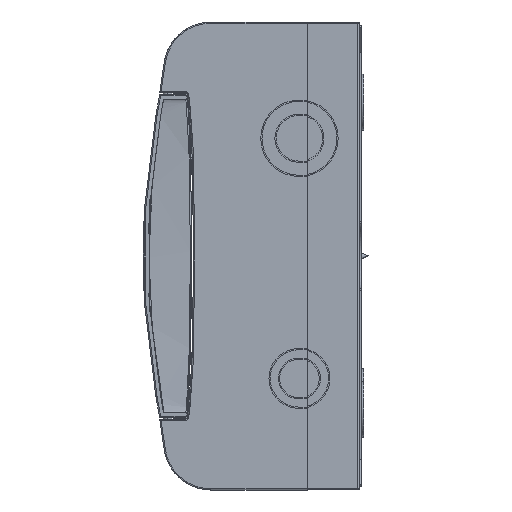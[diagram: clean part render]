
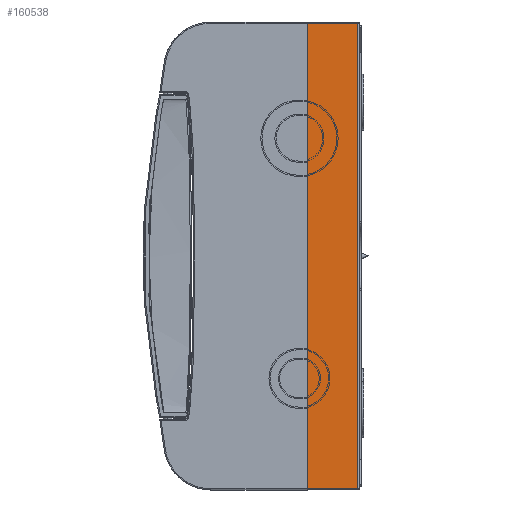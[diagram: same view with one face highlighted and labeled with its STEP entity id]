
A CAD part, left-side view. The second image highlights one B-rep face of the part: STEP entity #160538.
In plain terms, the highlighted planar face has unit normal (-1, 0, 0).
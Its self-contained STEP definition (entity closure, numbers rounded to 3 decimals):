
#13318 = VECTOR ( 'NONE', #50335, 1000. ) ;
#15071 = CARTESIAN_POINT ( 'NONE',  ( -113.5, 0.5, 99. ) ) ;
#16144 = ORIENTED_EDGE ( 'NONE', *, *, #126066, .F. ) ;
#30737 = CARTESIAN_POINT ( 'NONE',  ( -113.5, 0.5, -98.5 ) ) ;
#36138 = EDGE_CURVE ( 'NONE', #321138, #68568, #303426, .T. ) ;
#37869 = DIRECTION ( 'NONE',  ( 1., 0., 0. ) ) ;
#46910 = LINE ( 'NONE', #288293, #13318 ) ;
#50335 = DIRECTION ( 'NONE',  ( 0., -1., 0. ) ) ;
#57361 = CARTESIAN_POINT ( 'NONE',  ( -113.5, 22., -98.5 ) ) ;
#59161 = FACE_OUTER_BOUND ( 'NONE', #98436, .T. ) ;
#62678 = PLANE ( 'NONE',  #106310 ) ;
#63884 = CARTESIAN_POINT ( 'NONE',  ( -113.5, 25., -98.5 ) ) ;
#68568 = VERTEX_POINT ( 'NONE', #57361 ) ;
#80690 = VERTEX_POINT ( 'NONE', #308682 ) ;
#86621 = ORIENTED_EDGE ( 'NONE', *, *, #152628, .F. ) ;
#98436 = EDGE_LOOP ( 'NONE', ( #86621, #16144, #299020, #201867 ) ) ;
#106310 = AXIS2_PLACEMENT_3D ( 'NONE', #332024, #37869, #298702 ) ;
#120952 = LINE ( 'NONE', #15071, #281480 ) ;
#126066 = EDGE_CURVE ( 'NONE', #68568, #80690, #287207, .T. ) ;
#148473 = VERTEX_POINT ( 'NONE', #333282 ) ;
#152628 = EDGE_CURVE ( 'NONE', #80690, #148473, #46910, .T. ) ;
#160538 = ADVANCED_FACE ( 'NONE', ( #59161 ), #62678, .F. ) ;
#173051 = CARTESIAN_POINT ( 'NONE',  ( -113.5, 22., 0. ) ) ;
#201867 = ORIENTED_EDGE ( 'NONE', *, *, #247467, .F. ) ;
#244440 = VECTOR ( 'NONE', #282038, 1000. ) ;
#247467 = EDGE_CURVE ( 'NONE', #148473, #321138, #120952, .T. ) ;
#253087 = DIRECTION ( 'NONE',  ( 0., 0., -1. ) ) ;
#281480 = VECTOR ( 'NONE', #253087, 1000. ) ;
#282038 = DIRECTION ( 'NONE',  ( 0., 0., 1. ) ) ;
#287207 = LINE ( 'NONE', #173051, #244440 ) ;
#288293 = CARTESIAN_POINT ( 'NONE',  ( -113.5, 25., 98.5 ) ) ;
#298702 = DIRECTION ( 'NONE',  ( 0., 0., -1. ) ) ;
#299020 = ORIENTED_EDGE ( 'NONE', *, *, #36138, .F. ) ;
#303426 = LINE ( 'NONE', #63884, #326182 ) ;
#305136 = DIRECTION ( 'NONE',  ( 0., 1., 0. ) ) ;
#308682 = CARTESIAN_POINT ( 'NONE',  ( -113.5, 22., 98.5 ) ) ;
#321138 = VERTEX_POINT ( 'NONE', #30737 ) ;
#326182 = VECTOR ( 'NONE', #305136, 1000. ) ;
#332024 = CARTESIAN_POINT ( 'NONE',  ( -113.5, 25., 99. ) ) ;
#333282 = CARTESIAN_POINT ( 'NONE',  ( -113.5, 0.5, 98.5 ) ) ;
